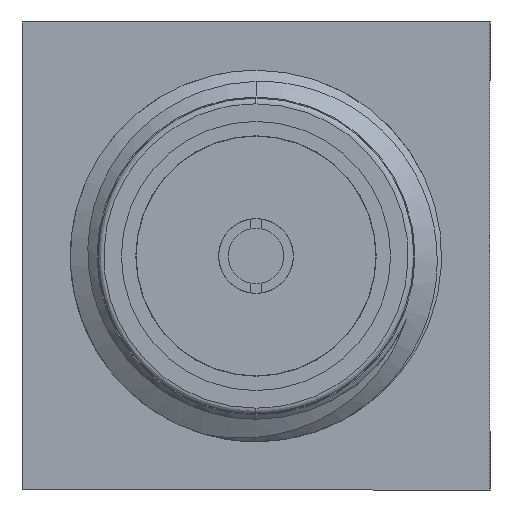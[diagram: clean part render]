
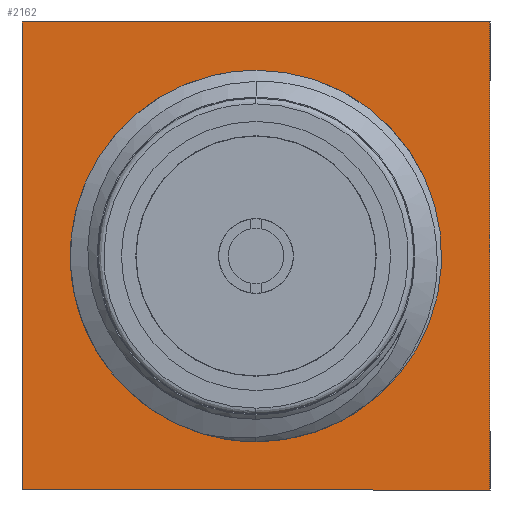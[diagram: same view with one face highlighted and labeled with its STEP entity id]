
A CAD part, left-side view. The second image highlights one B-rep face of the part: STEP entity #2162.
In plain terms, the highlighted planar face has unit normal (-1, 0, 0).
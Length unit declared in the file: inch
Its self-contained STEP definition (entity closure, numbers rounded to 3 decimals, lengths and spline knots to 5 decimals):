
#18 = DIRECTION ( 'NONE',  ( 0., 0., 1. ) ) ;
#87 = ORIENTED_EDGE ( 'NONE', *, *, #3595, .T. ) ;
#122 = ORIENTED_EDGE ( 'NONE', *, *, #371, .T. ) ;
#142 = VERTEX_POINT ( 'NONE', #2246 ) ;
#144 = CARTESIAN_POINT ( 'NONE',  ( 0.31024, -0.15748, 0.15748 ) ) ;
#323 = LINE ( 'NONE', #2355, #716 ) ;
#371 = EDGE_CURVE ( 'NONE', #2833, #3122, #323, .T. ) ;
#511 = VERTEX_POINT ( 'NONE', #1317 ) ;
#594 = PLANE ( 'NONE',  #1310 ) ;
#716 = VECTOR ( 'NONE', #2713, 39.37008 ) ;
#740 = LINE ( 'NONE', #1309, #2637 ) ;
#767 = EDGE_CURVE ( 'NONE', #1632, #511, #3537, .T. ) ;
#783 = CARTESIAN_POINT ( 'NONE',  ( 0.31024, 0., 0. ) ) ;
#869 = EDGE_CURVE ( 'NONE', #2410, #142, #3576, .T. ) ;
#942 = DIRECTION ( 'NONE',  ( 1., 0., 0. ) ) ;
#964 = CARTESIAN_POINT ( 'NONE',  ( 0.31024, 0.15748, -0.15748 ) ) ;
#1151 = CARTESIAN_POINT ( 'NONE',  ( 0.31024, 0., 0. ) ) ;
#1309 = CARTESIAN_POINT ( 'NONE',  ( 0.31024, -0.15748, 0.15748 ) ) ;
#1310 = AXIS2_PLACEMENT_3D ( 'NONE', #1151, #1438, #18 ) ;
#1317 = CARTESIAN_POINT ( 'NONE',  ( 0.31024, 0., -0.1063 ) ) ;
#1438 = DIRECTION ( 'NONE',  ( -1., 0., 0. ) ) ;
#1632 = VERTEX_POINT ( 'NONE', #3018 ) ;
#1637 = VECTOR ( 'NONE', #3594, 39.37008 ) ;
#1774 = EDGE_CURVE ( 'NONE', #142, #2833, #3381, .T. ) ;
#1808 = ORIENTED_EDGE ( 'NONE', *, *, #2621, .T. ) ;
#1828 = CARTESIAN_POINT ( 'NONE',  ( 0.31024, 0.15748, 0.15748 ) ) ;
#1872 = CIRCLE ( 'NONE', #2723, 0.1063 ) ;
#1951 = DIRECTION ( 'NONE',  ( 1., 0., 0. ) ) ;
#1994 = EDGE_LOOP ( 'NONE', ( #122, #87, #2981, #2789 ) ) ;
#2109 = DIRECTION ( 'NONE',  ( 0., 0., -1. ) ) ;
#2162 = ADVANCED_FACE ( 'NONE', ( #3218, #3496 ), #594, .T. ) ;
#2224 = CARTESIAN_POINT ( 'NONE',  ( 0.31024, 0.15748, 0.15748 ) ) ;
#2246 = CARTESIAN_POINT ( 'NONE',  ( 0.31024, 0.15748, 0.15748 ) ) ;
#2355 = CARTESIAN_POINT ( 'NONE',  ( 0.31024, 0.15748, -0.15748 ) ) ;
#2410 = VERTEX_POINT ( 'NONE', #144 ) ;
#2454 = CARTESIAN_POINT ( 'NONE',  ( 0.31024, 0., 0. ) ) ;
#2538 = DIRECTION ( 'NONE',  ( 0., 0., -1. ) ) ;
#2621 = EDGE_CURVE ( 'NONE', #511, #1632, #1872, .T. ) ;
#2637 = VECTOR ( 'NONE', #2847, 39.37008 ) ;
#2660 = AXIS2_PLACEMENT_3D ( 'NONE', #2454, #942, #2109 ) ;
#2713 = DIRECTION ( 'NONE',  ( 0., -1., 0. ) ) ;
#2723 = AXIS2_PLACEMENT_3D ( 'NONE', #783, #1951, #2538 ) ;
#2789 = ORIENTED_EDGE ( 'NONE', *, *, #1774, .T. ) ;
#2833 = VERTEX_POINT ( 'NONE', #964 ) ;
#2847 = DIRECTION ( 'NONE',  ( 0., 0., 1. ) ) ;
#2865 = VECTOR ( 'NONE', #3365, 39.37008 ) ;
#2981 = ORIENTED_EDGE ( 'NONE', *, *, #869, .T. ) ;
#2997 = EDGE_LOOP ( 'NONE', ( #1808, #3657 ) ) ;
#3018 = CARTESIAN_POINT ( 'NONE',  ( 0.31024, 0., 0.1063 ) ) ;
#3122 = VERTEX_POINT ( 'NONE', #3643 ) ;
#3218 = FACE_BOUND ( 'NONE', #2997, .T. ) ;
#3365 = DIRECTION ( 'NONE',  ( 0., 0., -1. ) ) ;
#3381 = LINE ( 'NONE', #2224, #2865 ) ;
#3496 = FACE_OUTER_BOUND ( 'NONE', #1994, .T. ) ;
#3537 = CIRCLE ( 'NONE', #2660, 0.1063 ) ;
#3576 = LINE ( 'NONE', #1828, #1637 ) ;
#3594 = DIRECTION ( 'NONE',  ( 0., 1., 0. ) ) ;
#3595 = EDGE_CURVE ( 'NONE', #3122, #2410, #740, .T. ) ;
#3643 = CARTESIAN_POINT ( 'NONE',  ( 0.31024, -0.15748, -0.15748 ) ) ;
#3657 = ORIENTED_EDGE ( 'NONE', *, *, #767, .T. ) ;
